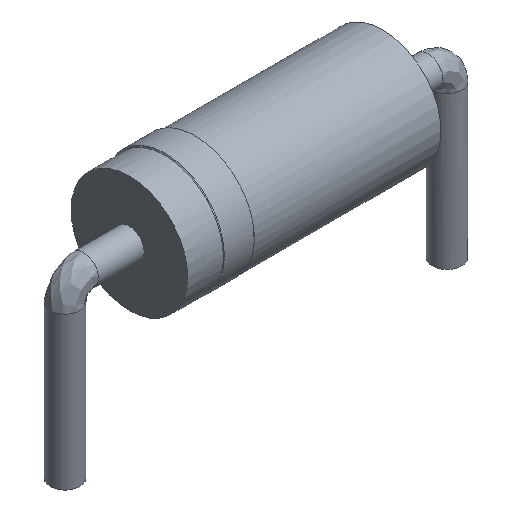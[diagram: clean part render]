
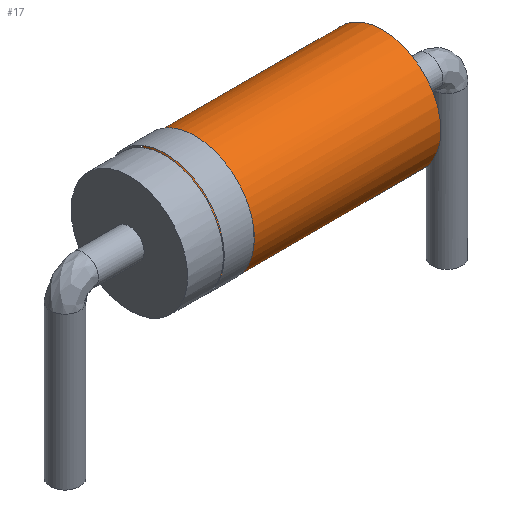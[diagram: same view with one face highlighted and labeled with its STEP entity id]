
A CAD part, isometric view. The second image highlights one B-rep face of the part: STEP entity #17.
In plain terms, the highlighted cylindrical face has radius 1.55 mm (diameter 3.1 mm), a full revolution.
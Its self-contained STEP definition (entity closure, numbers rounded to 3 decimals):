
#14=DIRECTION('',(1.,0.,0.));
#17=ADVANCED_FACE('',(#18),#45,.T.);
#18=FACE_BOUND('',#19,.T.);
#19=EDGE_LOOP('',(#20,#29,#35,#36,#43));
#20=ORIENTED_EDGE('',*,*,#21,.T.);
#21=EDGE_CURVE('',#22,#24,#26,.T.);
#22=VERTEX_POINT('',#23);
#23=CARTESIAN_POINT('',(-1.621,1.55,1.55));
#24=VERTEX_POINT('',#25);
#25=CARTESIAN_POINT('',(3.368,1.55,1.55));
#26=LINE('',#27,#28);
#27=CARTESIAN_POINT('',(-3.368,1.55,1.55));
#28=VECTOR('',#14,1.);
#29=ORIENTED_EDGE('',*,*,#30,.F.);
#30=EDGE_CURVE('',#24,#24,#31,.T.);
#31=CIRCLE('',#32,1.55);
#32=AXIS2_PLACEMENT_3D('',#33,#14,#34);
#33=CARTESIAN_POINT('',(3.368,0.,1.55));
#34=DIRECTION('',(0.,1.,0.));
#35=ORIENTED_EDGE('',*,*,#21,.F.);
#36=ORIENTED_EDGE('',*,*,#37,.T.);
#37=EDGE_CURVE('',#22,#38,#40,.T.);
#38=VERTEX_POINT('',#39);
#39=CARTESIAN_POINT('',(-1.621,0.,0.));
#40=CIRCLE('',#41,1.55);
#41=AXIS2_PLACEMENT_3D('',#42,#14,#34);
#42=CARTESIAN_POINT('',(-1.621,0.,1.55));
#43=ORIENTED_EDGE('',*,*,#44,.T.);
#44=EDGE_CURVE('',#38,#22,#40,.T.);
#45=CYLINDRICAL_SURFACE('',#46,1.55);
#46=AXIS2_PLACEMENT_3D('',#47,#14,#34);
#47=CARTESIAN_POINT('',(-3.368,0.,1.55));
